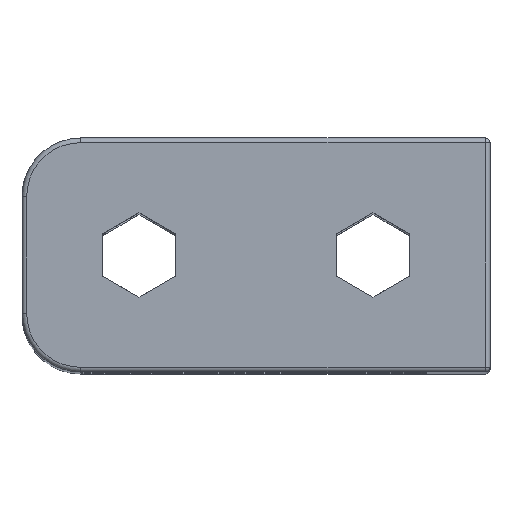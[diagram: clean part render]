
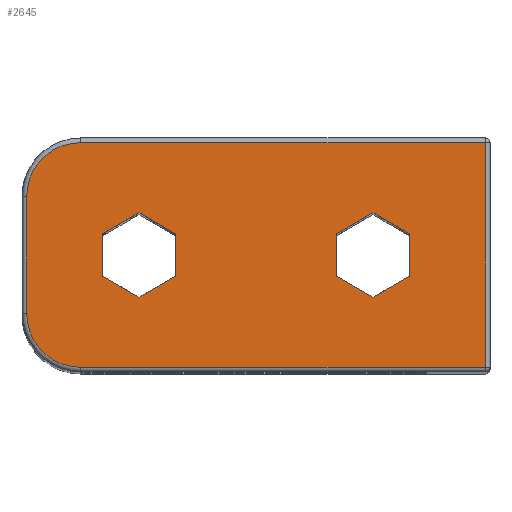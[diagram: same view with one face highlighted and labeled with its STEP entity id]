
A CAD part, top view. The second image highlights one B-rep face of the part: STEP entity #2645.
In plain terms, the highlighted planar face has unit normal (0, 0, 1).
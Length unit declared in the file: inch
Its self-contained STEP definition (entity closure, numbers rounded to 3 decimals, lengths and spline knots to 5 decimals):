
#31=FACE_BOUND('',#357,.T.);
#32=FACE_BOUND('',#358,.T.);
#70=CIRCLE('',#2867,0.115);
#73=CIRCLE('',#2872,0.115);
#227=FACE_OUTER_BOUND('',#356,.T.);
#356=EDGE_LOOP('',(#2395,#2396,#2397,#2398,#2399,#2400));
#357=EDGE_LOOP('',(#2401,#2402,#2403,#2404,#2405,#2406));
#358=EDGE_LOOP('',(#2407,#2408,#2409,#2410,#2411,#2412));
#432=LINE('',#3673,#721);
#443=LINE('',#3699,#732);
#444=LINE('',#3704,#733);
#447=LINE('',#3710,#736);
#449=LINE('',#3716,#738);
#452=LINE('',#3722,#741);
#455=LINE('',#3732,#744);
#462=LINE('',#3749,#751);
#466=LINE('',#3758,#755);
#471=LINE('',#3771,#760);
#475=LINE('',#3780,#764);
#479=LINE('',#3790,#768);
#696=LINE('',#4361,#985);
#698=LINE('',#4370,#987);
#699=LINE('',#4377,#988);
#700=LINE('',#4379,#989);
#721=VECTOR('',#2922,0.3937);
#732=VECTOR('',#2947,0.3937);
#733=VECTOR('',#2952,0.3937);
#736=VECTOR('',#2957,0.3937);
#738=VECTOR('',#2963,0.3937);
#741=VECTOR('',#2970,0.3937);
#744=VECTOR('',#2977,0.3937);
#751=VECTOR('',#2990,0.3937);
#755=VECTOR('',#2998,0.3937);
#760=VECTOR('',#3009,0.3937);
#764=VECTOR('',#3017,0.3937);
#768=VECTOR('',#3027,0.3937);
#985=VECTOR('',#3564,0.3937);
#987=VECTOR('',#3576,0.3937);
#988=VECTOR('',#3587,0.3937);
#989=VECTOR('',#3590,0.3937);
#1010=VERTEX_POINT('',#3670);
#1011=VERTEX_POINT('',#3672);
#1019=VERTEX_POINT('',#3697);
#1021=VERTEX_POINT('',#3703);
#1023=VERTEX_POINT('',#3709);
#1025=VERTEX_POINT('',#3715);
#1030=VERTEX_POINT('',#3729);
#1031=VERTEX_POINT('',#3731);
#1038=VERTEX_POINT('',#3748);
#1041=VERTEX_POINT('',#3756);
#1046=VERTEX_POINT('',#3770);
#1049=VERTEX_POINT('',#3778);
#1241=VERTEX_POINT('',#4341);
#1244=VERTEX_POINT('',#4350);
#1246=VERTEX_POINT('',#4359);
#1247=VERTEX_POINT('',#4364);
#1248=VERTEX_POINT('',#4368);
#1249=VERTEX_POINT('',#4372);
#1268=EDGE_CURVE('',#1011,#1010,#432,.T.);
#1282=EDGE_CURVE('',#1010,#1019,#443,.T.);
#1284=EDGE_CURVE('',#1021,#1011,#444,.T.);
#1287=EDGE_CURVE('',#1023,#1021,#447,.T.);
#1290=EDGE_CURVE('',#1025,#1023,#449,.T.);
#1294=EDGE_CURVE('',#1019,#1025,#452,.T.);
#1298=EDGE_CURVE('',#1031,#1030,#455,.T.);
#1306=EDGE_CURVE('',#1038,#1031,#462,.T.);
#1311=EDGE_CURVE('',#1030,#1041,#466,.T.);
#1317=EDGE_CURVE('',#1046,#1038,#471,.T.);
#1322=EDGE_CURVE('',#1041,#1049,#475,.T.);
#1327=EDGE_CURVE('',#1049,#1046,#479,.T.);
#1622=EDGE_CURVE('',#1246,#1244,#696,.T.);
#1625=EDGE_CURVE('',#1247,#1246,#70,.T.);
#1627=EDGE_CURVE('',#1248,#1247,#698,.T.);
#1629=EDGE_CURVE('',#1249,#1248,#73,.T.);
#1631=EDGE_CURVE('',#1241,#1249,#699,.T.);
#1632=EDGE_CURVE('',#1244,#1241,#700,.T.);
#2395=ORIENTED_EDGE('',*,*,#1622,.F.);
#2396=ORIENTED_EDGE('',*,*,#1625,.F.);
#2397=ORIENTED_EDGE('',*,*,#1627,.F.);
#2398=ORIENTED_EDGE('',*,*,#1629,.F.);
#2399=ORIENTED_EDGE('',*,*,#1631,.F.);
#2400=ORIENTED_EDGE('',*,*,#1632,.F.);
#2401=ORIENTED_EDGE('',*,*,#1284,.T.);
#2402=ORIENTED_EDGE('',*,*,#1268,.T.);
#2403=ORIENTED_EDGE('',*,*,#1282,.T.);
#2404=ORIENTED_EDGE('',*,*,#1294,.T.);
#2405=ORIENTED_EDGE('',*,*,#1290,.T.);
#2406=ORIENTED_EDGE('',*,*,#1287,.T.);
#2407=ORIENTED_EDGE('',*,*,#1306,.T.);
#2408=ORIENTED_EDGE('',*,*,#1298,.T.);
#2409=ORIENTED_EDGE('',*,*,#1311,.T.);
#2410=ORIENTED_EDGE('',*,*,#1322,.T.);
#2411=ORIENTED_EDGE('',*,*,#1327,.T.);
#2412=ORIENTED_EDGE('',*,*,#1317,.T.);
#2525=PLANE('',#2894);
#2645=ADVANCED_FACE('',(#227,#31,#32),#2525,.T.);
#2867=AXIS2_PLACEMENT_3D('',#4366,#3570,#3571);
#2872=AXIS2_PLACEMENT_3D('',#4374,#3581,#3582);
#2894=AXIS2_PLACEMENT_3D('',#4411,#3635,#3636);
#2922=DIRECTION('',(-0.866,0.5,0.));
#2947=DIRECTION('',(0.,1.,0.));
#2952=DIRECTION('',(-0.866,-0.5,0.));
#2957=DIRECTION('',(0.,-1.,0.));
#2963=DIRECTION('',(0.866,-0.5,0.));
#2970=DIRECTION('',(0.866,0.5,0.));
#2977=DIRECTION('',(0.866,0.5,0.));
#2990=DIRECTION('',(0.,1.,0.));
#2998=DIRECTION('',(0.866,-0.5,0.));
#3009=DIRECTION('',(-0.866,0.5,0.));
#3017=DIRECTION('',(0.,-1.,0.));
#3027=DIRECTION('',(-0.866,-0.5,0.));
#3564=DIRECTION('',(1.,0.,0.));
#3570=DIRECTION('center_axis',(0.,0.,-1.));
#3571=DIRECTION('ref_axis',(-0.707,0.707,0.));
#3576=DIRECTION('',(0.,1.,0.));
#3581=DIRECTION('center_axis',(0.,0.,-1.));
#3582=DIRECTION('ref_axis',(-0.707,-0.707,0.));
#3587=DIRECTION('',(-1.,0.,0.));
#3590=DIRECTION('',(0.,-1.,0.));
#3635=DIRECTION('center_axis',(0.,0.,1.));
#3636=DIRECTION('ref_axis',(1.,0.,0.));
#3670=CARTESIAN_POINT('',(0.172,-0.04503,1.25));
#3672=CARTESIAN_POINT('',(0.25,-0.09007,1.25));
#3673=CARTESIAN_POINT('',(0.13675,-0.02468,1.25));
#3697=CARTESIAN_POINT('',(0.172,0.04503,1.25));
#3699=CARTESIAN_POINT('',(0.172,-0.02252,1.25));
#3703=CARTESIAN_POINT('',(0.328,-0.04503,1.25));
#3704=CARTESIAN_POINT('',(0.21475,-0.11042,1.25));
#3709=CARTESIAN_POINT('',(0.328,0.04503,1.25));
#3710=CARTESIAN_POINT('',(0.328,0.02252,1.25));
#3715=CARTESIAN_POINT('',(0.25,0.09007,1.25));
#3716=CARTESIAN_POINT('',(0.17575,0.13293,1.25));
#3722=CARTESIAN_POINT('',(0.09775,0.00217,1.25));
#3729=CARTESIAN_POINT('',(-0.25,0.09007,1.25));
#3731=CARTESIAN_POINT('',(-0.328,0.04503,1.25));
#3732=CARTESIAN_POINT('',(-0.21475,0.11042,1.25));
#3748=CARTESIAN_POINT('',(-0.328,-0.04503,1.25));
#3749=CARTESIAN_POINT('',(-0.328,-0.02252,1.25));
#3756=CARTESIAN_POINT('',(-0.172,0.04503,1.25));
#3758=CARTESIAN_POINT('',(-0.13675,0.02468,1.25));
#3770=CARTESIAN_POINT('',(-0.25,-0.09007,1.25));
#3771=CARTESIAN_POINT('',(-0.17575,-0.13293,1.25));
#3778=CARTESIAN_POINT('',(-0.172,-0.04503,1.25));
#3780=CARTESIAN_POINT('',(-0.172,0.02252,1.25));
#3790=CARTESIAN_POINT('',(-0.09775,-0.00217,1.25));
#4341=CARTESIAN_POINT('',(0.49,-0.24,1.25));
#4350=CARTESIAN_POINT('',(0.49,0.24,1.25));
#4359=CARTESIAN_POINT('',(-0.375,0.24,1.25));
#4361=CARTESIAN_POINT('',(0.25,0.24,1.25));
#4364=CARTESIAN_POINT('',(-0.49,0.125,1.25));
#4366=CARTESIAN_POINT('Origin',(-0.375,0.125,1.25));
#4368=CARTESIAN_POINT('',(-0.49,-0.125,1.25));
#4370=CARTESIAN_POINT('',(-0.49,0.125,1.25));
#4372=CARTESIAN_POINT('',(-0.375,-0.24,1.25));
#4374=CARTESIAN_POINT('Origin',(-0.375,-0.125,1.25));
#4377=CARTESIAN_POINT('',(-0.25,-0.24,1.25));
#4379=CARTESIAN_POINT('',(0.49,-0.125,1.25));
#4411=CARTESIAN_POINT('Origin',(0.,0.,1.25));
